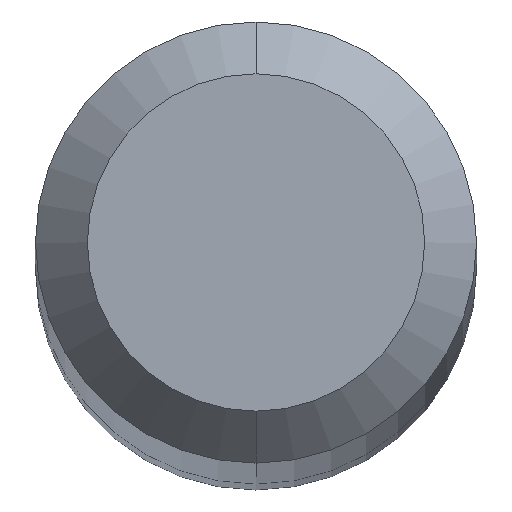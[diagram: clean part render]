
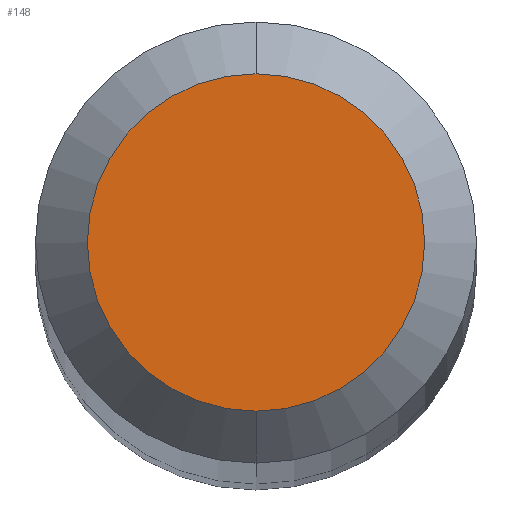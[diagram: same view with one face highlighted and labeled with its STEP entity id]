
A CAD part, top view. The second image highlights one B-rep face of the part: STEP entity #148.
In plain terms, the highlighted planar face has unit normal (0, 0, 1).
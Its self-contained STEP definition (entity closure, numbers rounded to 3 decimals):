
#7 = DIRECTION ( 'NONE',  ( 0., 0., -1. ) ) ;
#40 = DIRECTION ( 'NONE',  ( 0., 0., -1. ) ) ;
#41 = ORIENTED_EDGE ( 'NONE', *, *, #190, .F. ) ;
#90 = VERTEX_POINT ( 'NONE', #194 ) ;
#92 = DIRECTION ( 'NONE',  ( 0., 1., 0. ) ) ;
#95 = CARTESIAN_POINT ( 'NONE',  ( 0., 0., 30. ) ) ;
#105 = CIRCLE ( 'NONE', #273, 0.325 ) ;
#140 = CIRCLE ( 'NONE', #230, 0.325 ) ;
#148 = ADVANCED_FACE ( 'NONE', ( #213 ), #281, .F. ) ;
#155 = EDGE_CURVE ( 'NONE', #236, #90, #105, .T. ) ;
#190 = EDGE_CURVE ( 'NONE', #90, #236, #140, .T. ) ;
#194 = CARTESIAN_POINT ( 'NONE',  ( 0., 0.325, 30. ) ) ;
#201 = DIRECTION ( 'NONE',  ( 0., 1., 0. ) ) ;
#213 = FACE_OUTER_BOUND ( 'NONE', #321, .T. ) ;
#218 = CARTESIAN_POINT ( 'NONE',  ( 0., 0., 30. ) ) ;
#227 = DIRECTION ( 'NONE',  ( 0., 0., -1. ) ) ;
#228 = ORIENTED_EDGE ( 'NONE', *, *, #155, .F. ) ;
#230 = AXIS2_PLACEMENT_3D ( 'NONE', #95, #40, #318 ) ;
#236 = VERTEX_POINT ( 'NONE', #295 ) ;
#263 = AXIS2_PLACEMENT_3D ( 'NONE', #218, #7, #92 ) ;
#273 = AXIS2_PLACEMENT_3D ( 'NONE', #285, #227, #201 ) ;
#281 = PLANE ( 'NONE',  #263 ) ;
#285 = CARTESIAN_POINT ( 'NONE',  ( 0., 0., 30. ) ) ;
#295 = CARTESIAN_POINT ( 'NONE',  ( 0., -0.325, 30. ) ) ;
#318 = DIRECTION ( 'NONE',  ( 0., 1., 0. ) ) ;
#321 = EDGE_LOOP ( 'NONE', ( #41, #228 ) ) ;
